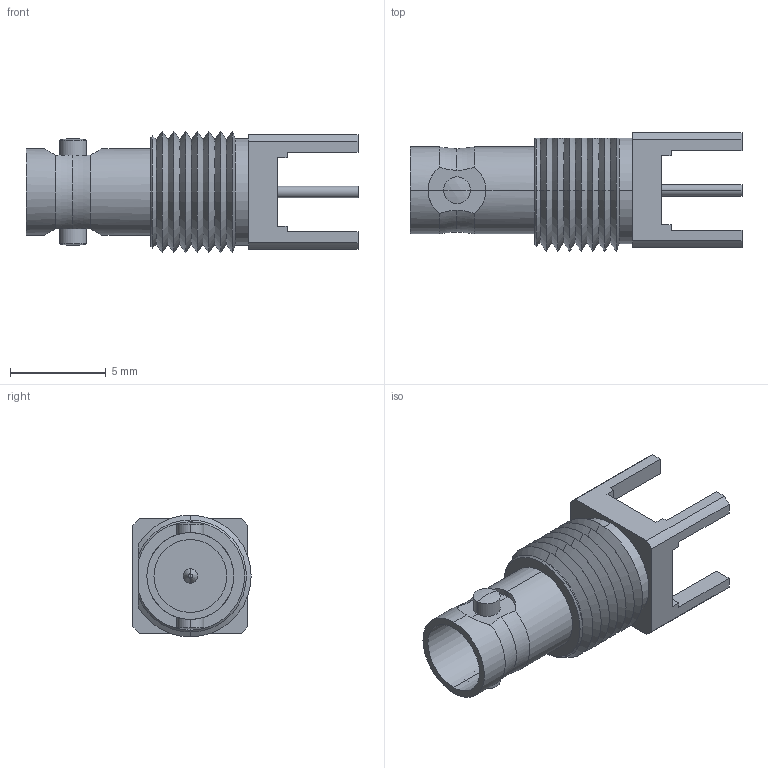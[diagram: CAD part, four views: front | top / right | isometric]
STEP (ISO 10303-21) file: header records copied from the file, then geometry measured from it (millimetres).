
FILE_DESCRIPTION (( 'STEP AP214' ), '1' );
FILE_NAME ('V7C00006.STEP', '2018-10-26T13:42:33', ( '' ), ( '' ), 'SwSTEP 2.0', 'SolidWorks 2017', '' );
FILE_SCHEMA (( 'AUTOMOTIVE_DESIGN' ));
Length unit declared in the file: inch
Products named in the file (1): V7C00006
Bounding box: 17.33 x 6.17 x 6.35 mm (x, y, z)
Volume: 236.1 mm3; surface area: 513.6 mm2
Topology: 1 solids, 1 shells, 123 faces, 295 edges, 183 vertices
Faces by surface type: plane 46, cone 36, cylinder 31, sphere 6, torus 4
Entity records: 4399 total; most frequent: CARTESIAN_POINT 846, DIRECTION 614, ORIENTED_EDGE 590, EDGE_CURVE 295, AXIS2_PLACEMENT_3D 229, VERTEX_POINT 183, VECTOR 156, LINE 156
